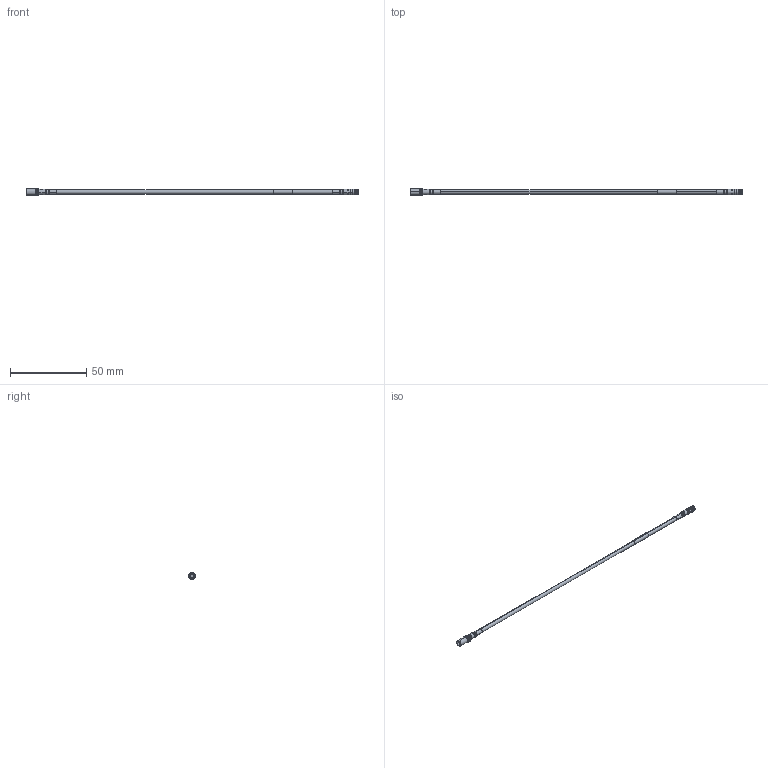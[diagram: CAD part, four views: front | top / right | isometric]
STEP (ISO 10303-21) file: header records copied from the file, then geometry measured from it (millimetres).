
FILE_DESCRIPTION (( 'STEP AP214' ), '1' );
FILE_NAME ('FMCA9752_3D.step', '2024-02-21T16:16:34', ( '' ), ( '' ), 'SwSTEP 2.0', 'SolidWorks 2022', '' );
FILE_SCHEMA (( 'AUTOMOTIVE_DESIGN' ));
Length unit declared in the file: inch
Products named in the file (7): PE44786; CA-PE-P086_2_Heatshrink_LONG; PE44786-MA1; 1AW01-003_.110 ID; PE-P086HF_8 in Length; FMCA9752_3D; PE45540
Assembly tree (7 placements, depth 3):
  FMCA9752_3D
    PE-P086HF_8 in Length
    1AW01-003_.110 ID
    PE45540
    PE44786
      PE44786-MA1
    CA-PE-P086_2_Heatshrink_LONG  x2
Bounding box: 218.35 x 4.83 x 4.83 mm (x, y, z)
Volume: 1332.6 mm3; surface area: 2794.5 mm2
Topology: 7 solids, 7 shells, 166 faces, 363 edges, 224 vertices
Faces by surface type: cylinder 81, plane 45, cone 22, torus 18
Entity records: 4879 total; most frequent: CARTESIAN_POINT 878, DIRECTION 771, ORIENTED_EDGE 638, AXIS2_PLACEMENT_3D 325, EDGE_CURVE 319, VERTEX_POINT 200, CIRCLE 170, EDGE_LOOP 169
